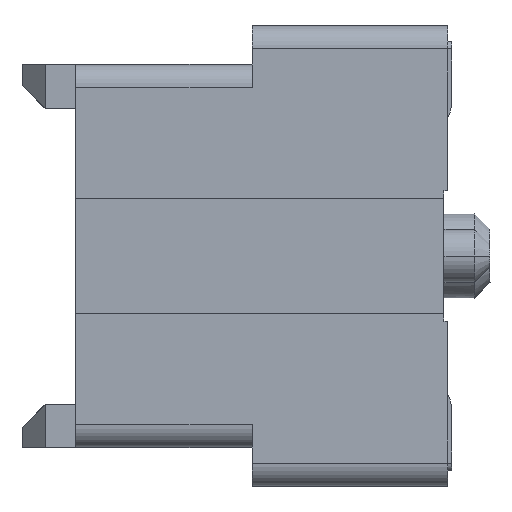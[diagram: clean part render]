
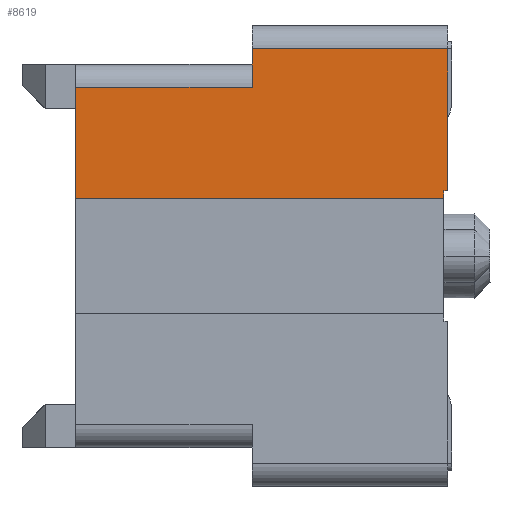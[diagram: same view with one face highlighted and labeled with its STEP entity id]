
A CAD part, left-side view. The second image highlights one B-rep face of the part: STEP entity #8619.
In plain terms, the highlighted planar face has unit normal (-1, 0, 0).
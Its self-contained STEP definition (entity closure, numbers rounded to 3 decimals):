
#8497=CARTESIAN_POINT('',(8.,0.55,-0.3));
#8498=VERTEX_POINT('',#8497);
#8506=CARTESIAN_POINT('',(8.,0.55,-2.15));
#8507=VERTEX_POINT('',#8506);
#8508=CARTESIAN_POINT('',(8.,0.55,-0.3));
#8509=DIRECTION('',(0.,0.,-1.));
#8510=VECTOR('',#8509,1.85);
#8511=LINE('',#8508,#8510);
#8512=EDGE_CURVE('',#8498,#8507,#8511,.T.);
#8557=CARTESIAN_POINT('',(8.,0.55,-6.));
#8558=DIRECTION('',(0.,0.,1.));
#8559=DIRECTION('',(-1.,0.,0.));
#8560=AXIS2_PLACEMENT_3D('',#8557,#8559,#8558);
#8561=PLANE('',#8560);
#8562=CARTESIAN_POINT('',(8.,0.6,-2.15));
#8563=VERTEX_POINT('',#8562);
#8564=CARTESIAN_POINT('',(8.,0.55,-2.15));
#8565=DIRECTION('',(0.,1.,0.));
#8566=VECTOR('',#8565,0.05);
#8567=LINE('',#8564,#8566);
#8568=EDGE_CURVE('',#8507,#8563,#8567,.T.);
#8569=ORIENTED_EDGE('',*,*,#8568,.F.);
#8570=ORIENTED_EDGE('',*,*,#8512,.F.);
#8571=CARTESIAN_POINT('',(8.,3.1,-0.3));
#8572=VERTEX_POINT('',#8571);
#8573=CARTESIAN_POINT('',(8.,0.55,-0.3));
#8574=DIRECTION('',(0.,1.,0.));
#8575=VECTOR('',#8574,2.55);
#8576=LINE('',#8573,#8575);
#8577=EDGE_CURVE('',#8498,#8572,#8576,.T.);
#8578=ORIENTED_EDGE('',*,*,#8577,.T.);
#8579=CARTESIAN_POINT('',(8.,3.1,-0.8));
#8580=VERTEX_POINT('',#8579);
#8581=CARTESIAN_POINT('',(8.,3.1,-0.3));
#8582=DIRECTION('',(0.,0.,-1.));
#8583=VECTOR('',#8582,0.5);
#8584=LINE('',#8581,#8583);
#8585=EDGE_CURVE('',#8572,#8580,#8584,.T.);
#8586=ORIENTED_EDGE('',*,*,#8585,.T.);
#8587=CARTESIAN_POINT('',(8.,5.4,-0.8));
#8588=VERTEX_POINT('',#8587);
#8589=CARTESIAN_POINT('',(8.,3.1,-0.8));
#8590=DIRECTION('',(0.,1.,0.));
#8591=VECTOR('',#8590,2.3);
#8592=LINE('',#8589,#8591);
#8593=EDGE_CURVE('',#8580,#8588,#8592,.T.);
#8594=ORIENTED_EDGE('',*,*,#8593,.T.);
#8595=CARTESIAN_POINT('',(8.,5.4,-2.25));
#8596=VERTEX_POINT('',#8595);
#8597=CARTESIAN_POINT('',(8.,5.4,-0.8));
#8598=DIRECTION('',(0.,0.,-1.));
#8599=VECTOR('',#8598,1.45);
#8600=LINE('',#8597,#8599);
#8601=EDGE_CURVE('',#8588,#8596,#8600,.T.);
#8602=ORIENTED_EDGE('',*,*,#8601,.T.);
#8603=CARTESIAN_POINT('',(8.,0.6,-2.25));
#8604=VERTEX_POINT('',#8603);
#8605=CARTESIAN_POINT('',(8.,5.4,-2.25));
#8606=DIRECTION('',(0.,-1.,0.));
#8607=VECTOR('',#8606,4.8);
#8608=LINE('',#8605,#8607);
#8609=EDGE_CURVE('',#8596,#8604,#8608,.T.);
#8610=ORIENTED_EDGE('',*,*,#8609,.T.);
#8611=CARTESIAN_POINT('',(8.,0.6,-2.25));
#8612=DIRECTION('',(0.,0.,1.));
#8613=VECTOR('',#8612,0.1);
#8614=LINE('',#8611,#8613);
#8615=EDGE_CURVE('',#8604,#8563,#8614,.T.);
#8616=ORIENTED_EDGE('',*,*,#8615,.T.);
#8617=EDGE_LOOP('',(#8569,#8570,#8578,#8586,#8594,#8602,#8610,#8616));
#8618=FACE_OUTER_BOUND('',#8617,.T.);
#8619=ADVANCED_FACE('',(#8618),#8561,.T.);
